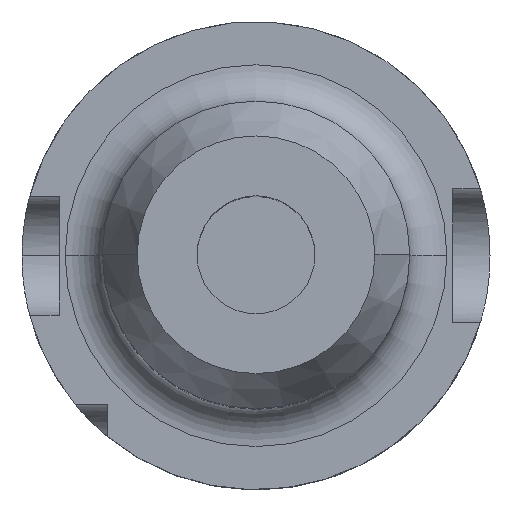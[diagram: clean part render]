
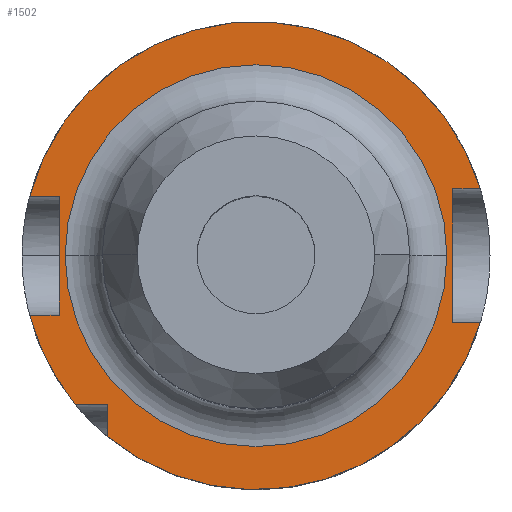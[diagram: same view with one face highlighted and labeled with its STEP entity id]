
A CAD part, top view. The second image highlights one B-rep face of the part: STEP entity #1502.
In plain terms, the highlighted planar face has unit normal (0, 0, 1).
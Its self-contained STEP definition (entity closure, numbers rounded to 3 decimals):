
#12 = ORIENTED_EDGE ( 'NONE', *, *, #1653, .T. ) ;
#135 = EDGE_CURVE ( 'NONE', #1753, #2114, #3356, .T. ) ;
#139 = DIRECTION ( 'NONE',  ( -1., 0., 0. ) ) ;
#176 = AXIS2_PLACEMENT_3D ( 'NONE', #2560, #2836, #1174 ) ;
#192 = CARTESIAN_POINT ( 'NONE',  ( 30.187, -9., 26. ) ) ;
#207 = ORIENTED_EDGE ( 'NONE', *, *, #2797, .F. ) ;
#339 = CARTESIAN_POINT ( 'NONE',  ( -20., 20.701, 26. ) ) ;
#380 = ORIENTED_EDGE ( 'NONE', *, *, #1290, .F. ) ;
#390 = EDGE_CURVE ( 'NONE', #3372, #1753, #1180, .T. ) ;
#473 = EDGE_CURVE ( 'NONE', #670, #1044, #924, .T. ) ;
#494 = DIRECTION ( 'NONE',  ( -1., 0., 0. ) ) ;
#501 = CIRCLE ( 'NONE', #1470, 25.701 ) ;
#511 = CARTESIAN_POINT ( 'NONE',  ( -20., -24.336, 26. ) ) ;
#547 = EDGE_LOOP ( 'NONE', ( #1234, #12 ) ) ;
#552 = ORIENTED_EDGE ( 'NONE', *, *, #3188, .T. ) ;
#555 = DIRECTION ( 'NONE',  ( 0., 0., -1. ) ) ;
#560 = LINE ( 'NONE', #339, #3339 ) ;
#580 = ORIENTED_EDGE ( 'NONE', *, *, #135, .F. ) ;
#582 = DIRECTION ( 'NONE',  ( 0., 0., -1. ) ) ;
#614 = CARTESIAN_POINT ( 'NONE',  ( 26.5, 9., 26. ) ) ;
#664 = LINE ( 'NONE', #3251, #2227 ) ;
#670 = VERTEX_POINT ( 'NONE', #3036 ) ;
#756 = CARTESIAN_POINT ( 'NONE',  ( -26.5, 20.701, 26. ) ) ;
#764 = FACE_OUTER_BOUND ( 'NONE', #2926, .T. ) ;
#772 = ORIENTED_EDGE ( 'NONE', *, *, #3087, .F. ) ;
#776 = CARTESIAN_POINT ( 'NONE',  ( 0., 0., 26. ) ) ;
#786 = LINE ( 'NONE', #756, #1520 ) ;
#861 = VECTOR ( 'NONE', #2185, 1000. ) ;
#924 = LINE ( 'NONE', #2889, #3040 ) ;
#1035 = DIRECTION ( 'NONE',  ( 0., 1., 0. ) ) ;
#1044 = VERTEX_POINT ( 'NONE', #2272 ) ;
#1087 = ORIENTED_EDGE ( 'NONE', *, *, #1365, .T. ) ;
#1108 = CARTESIAN_POINT ( 'NONE',  ( 0., 0., 26. ) ) ;
#1113 = VECTOR ( 'NONE', #1932, 1000. ) ;
#1118 = CARTESIAN_POINT ( 'NONE',  ( 30.187, 9., 26. ) ) ;
#1167 = AXIS2_PLACEMENT_3D ( 'NONE', #2249, #582, #2531 ) ;
#1174 = DIRECTION ( 'NONE',  ( 1., 0., 0. ) ) ;
#1179 = VERTEX_POINT ( 'NONE', #2033 ) ;
#1180 = LINE ( 'NONE', #1439, #3213 ) ;
#1234 = ORIENTED_EDGE ( 'NONE', *, *, #3391, .T. ) ;
#1290 = EDGE_CURVE ( 'NONE', #1044, #2815, #2682, .T. ) ;
#1327 = CARTESIAN_POINT ( 'NONE',  ( 0., 0., 26. ) ) ;
#1365 = EDGE_CURVE ( 'NONE', #1493, #2114, #1843, .T. ) ;
#1378 = DIRECTION ( 'NONE',  ( -1., 0., 0. ) ) ;
#1439 = CARTESIAN_POINT ( 'NONE',  ( 0., 8., 26. ) ) ;
#1470 = AXIS2_PLACEMENT_3D ( 'NONE', #2218, #555, #2503 ) ;
#1493 = VERTEX_POINT ( 'NONE', #614 ) ;
#1502 = ADVANCED_FACE ( 'NONE', ( #1672, #764 ), #1715, .T. ) ;
#1520 = VECTOR ( 'NONE', #1035, 1000. ) ;
#1606 = DIRECTION ( 'NONE',  ( -1., 0., 0. ) ) ;
#1650 = AXIS2_PLACEMENT_3D ( 'NONE', #1108, #3053, #1378 ) ;
#1653 = EDGE_CURVE ( 'NONE', #1748, #3462, #501, .T. ) ;
#1672 = FACE_BOUND ( 'NONE', #547, .T. ) ;
#1674 = EDGE_CURVE ( 'NONE', #2511, #2886, #3535, .T. ) ;
#1715 = PLANE ( 'NONE',  #176 ) ;
#1748 = VERTEX_POINT ( 'NONE', #1970 ) ;
#1753 = VERTEX_POINT ( 'NONE', #3389 ) ;
#1814 = DIRECTION ( 'NONE',  ( -1., 0., 0. ) ) ;
#1843 = LINE ( 'NONE', #3314, #1113 ) ;
#1903 = CARTESIAN_POINT ( 'NONE',  ( 0., -9., 26. ) ) ;
#1932 = DIRECTION ( 'NONE',  ( 1., 0., 0. ) ) ;
#1954 = CARTESIAN_POINT ( 'NONE',  ( -26.5, 8., 26. ) ) ;
#1970 = CARTESIAN_POINT ( 'NONE',  ( -25.701, 0., 26. ) ) ;
#2033 = CARTESIAN_POINT ( 'NONE',  ( -26.5, -8., 26. ) ) ;
#2055 = CARTESIAN_POINT ( 'NONE',  ( 26.5, -9., 26. ) ) ;
#2114 = VERTEX_POINT ( 'NONE', #1118 ) ;
#2136 = CARTESIAN_POINT ( 'NONE',  ( -30.467, -8., 26. ) ) ;
#2147 = ORIENTED_EDGE ( 'NONE', *, *, #473, .F. ) ;
#2158 = DIRECTION ( 'NONE',  ( 0., 0., -1. ) ) ;
#2159 = ORIENTED_EDGE ( 'NONE', *, *, #1674, .F. ) ;
#2185 = DIRECTION ( 'NONE',  ( -1., 0., 0. ) ) ;
#2218 = CARTESIAN_POINT ( 'NONE',  ( 0., 0., 26. ) ) ;
#2227 = VECTOR ( 'NONE', #3526, 1000. ) ;
#2249 = CARTESIAN_POINT ( 'NONE',  ( 0., 0., 26. ) ) ;
#2256 = LINE ( 'NONE', #2751, #2895 ) ;
#2272 = CARTESIAN_POINT ( 'NONE',  ( -24.336, -20., 26. ) ) ;
#2367 = ORIENTED_EDGE ( 'NONE', *, *, #390, .F. ) ;
#2369 = ORIENTED_EDGE ( 'NONE', *, *, #3209, .F. ) ;
#2503 = DIRECTION ( 'NONE',  ( 1., 0., 0. ) ) ;
#2511 = VERTEX_POINT ( 'NONE', #192 ) ;
#2522 = AXIS2_PLACEMENT_3D ( 'NONE', #776, #2158, #494 ) ;
#2531 = DIRECTION ( 'NONE',  ( 1., 0., 0. ) ) ;
#2558 = DIRECTION ( 'NONE',  ( 0., 1., 0. ) ) ;
#2560 = CARTESIAN_POINT ( 'NONE',  ( 0., 20.701, 26. ) ) ;
#2571 = EDGE_CURVE ( 'NONE', #2635, #1493, #664, .T. ) ;
#2635 = VERTEX_POINT ( 'NONE', #2055 ) ;
#2645 = CIRCLE ( 'NONE', #1167, 25.701 ) ;
#2682 = CIRCLE ( 'NONE', #3470, 31.5 ) ;
#2751 = CARTESIAN_POINT ( 'NONE',  ( 0., -8., 26. ) ) ;
#2797 = EDGE_CURVE ( 'NONE', #1179, #3372, #786, .T. ) ;
#2815 = VERTEX_POINT ( 'NONE', #2136 ) ;
#2836 = DIRECTION ( 'NONE',  ( 0., 0., 1. ) ) ;
#2873 = ORIENTED_EDGE ( 'NONE', *, *, #2571, .T. ) ;
#2886 = VERTEX_POINT ( 'NONE', #511 ) ;
#2889 = CARTESIAN_POINT ( 'NONE',  ( 0., -20., 26. ) ) ;
#2895 = VECTOR ( 'NONE', #3031, 1000. ) ;
#2926 = EDGE_LOOP ( 'NONE', ( #2147, #772, #2159, #552, #2873, #1087, #580, #2367, #207, #2369, #380 ) ) ;
#3031 = DIRECTION ( 'NONE',  ( 1., 0., 0. ) ) ;
#3036 = CARTESIAN_POINT ( 'NONE',  ( -20., -20., 26. ) ) ;
#3040 = VECTOR ( 'NONE', #139, 1000. ) ;
#3053 = DIRECTION ( 'NONE',  ( 0., 0., -1. ) ) ;
#3077 = LINE ( 'NONE', #1903, #861 ) ;
#3087 = EDGE_CURVE ( 'NONE', #2886, #670, #560, .T. ) ;
#3137 = CARTESIAN_POINT ( 'NONE',  ( 25.701, 0., 26. ) ) ;
#3188 = EDGE_CURVE ( 'NONE', #2511, #2635, #3077, .T. ) ;
#3209 = EDGE_CURVE ( 'NONE', #2815, #1179, #2256, .T. ) ;
#3213 = VECTOR ( 'NONE', #1814, 1000. ) ;
#3251 = CARTESIAN_POINT ( 'NONE',  ( 26.5, 20.701, 26. ) ) ;
#3279 = DIRECTION ( 'NONE',  ( 0., 0., -1. ) ) ;
#3314 = CARTESIAN_POINT ( 'NONE',  ( 0., 9., 26. ) ) ;
#3339 = VECTOR ( 'NONE', #2558, 1000. ) ;
#3356 = CIRCLE ( 'NONE', #2522, 31.5 ) ;
#3372 = VERTEX_POINT ( 'NONE', #1954 ) ;
#3389 = CARTESIAN_POINT ( 'NONE',  ( -30.467, 8., 26. ) ) ;
#3391 = EDGE_CURVE ( 'NONE', #3462, #1748, #2645, .T. ) ;
#3462 = VERTEX_POINT ( 'NONE', #3137 ) ;
#3470 = AXIS2_PLACEMENT_3D ( 'NONE', #1327, #3279, #1606 ) ;
#3526 = DIRECTION ( 'NONE',  ( 0., 1., 0. ) ) ;
#3535 = CIRCLE ( 'NONE', #1650, 31.5 ) ;
